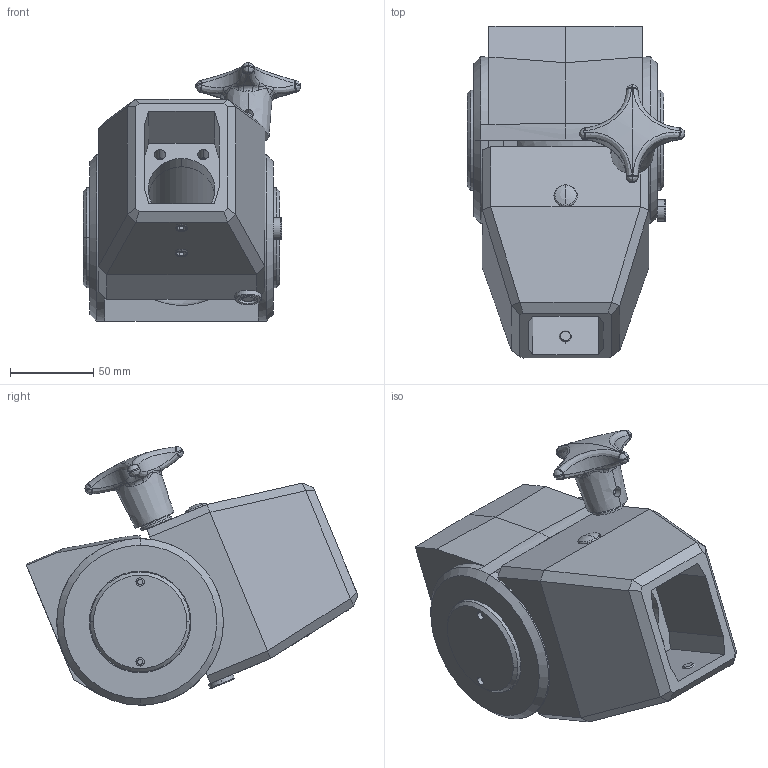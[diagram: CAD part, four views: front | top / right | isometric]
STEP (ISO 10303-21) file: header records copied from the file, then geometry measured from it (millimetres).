
FILE_DESCRIPTION((''),'2;1');
FILE_NAME('DREHNEIGUNGSKUPPLUNG_CS-2000-SL_ASM','2010-07-21T',('M.Fehring'),(''),'PRO/ENGINEER BY PARAMETRIC TECHNOLOGY CORPORATION, 2005070','PRO/ENGINEER BY PARAMETRIC TECHNOLOGY CORPORATION, 2005070','');
FILE_SCHEMA(('AUTOMOTIVE_DESIGN_CC2 { 1 2 10303 214 -1 1 5 2 }'));
Length unit declared in the file: millimetre
Products named in the file (15): DN-OT-2; DN-DECKEL; DN-LAGERRING-2; SCHEIBE-B; DN-SPINDEL-2; DN-SCHEIBE; ABDECKKAPPE; 9251055000_001; 9251055000_002; DN-KREUZGRIFF_ASM; DN-ZAPFENSCHRAUBE; DN-UNTERTEIL_; GEWINDESTIFTM10X12; DN-KUGEL; DREHNEIGUNGSKUPPLUNG_CS-2000-SL_ASM
Assembly tree (16 placements, depth 3):
  DREHNEIGUNGSKUPPLUNG_CS-2000-SL_ASM
    DN-OT-2
    DN-DECKEL  x2
    DN-LAGERRING-2
    SCHEIBE-B
    DN-SPINDEL-2
    DN-SCHEIBE
    ABDECKKAPPE
    DN-KREUZGRIFF_ASM
      9251055000_001
      9251055000_002
    DN-ZAPFENSCHRAUBE
    DN-UNTERTEIL_
    GEWINDESTIFTM10X12  x2
    DN-KUGEL
Bounding box: 130.5 x 199.23 x 155.1 mm (x, y, z)
Volume: 1246691.2 mm3; surface area: 221069.8 mm2
Topology: 15 solids, 15 shells, 584 faces, 1369 edges, 813 vertices
Faces by surface type: cylinder 179, plane 159, cone 106, bspline 102, torus 20, sphere 18
Entity records: 28153 total; most frequent: CARTESIAN_POINT 12006, ORIENTED_EDGE 2534, DIRECTION 2456, EDGE_CURVE 1267, PRESENTATION_STYLE_ASSIGNMENT 1247, STYLED_ITEM 1247, CURVE_STYLE 1235, AXIS2_PLACEMENT_3D 976
